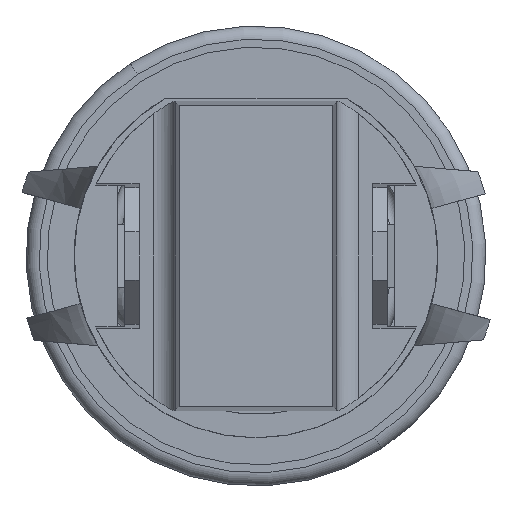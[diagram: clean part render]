
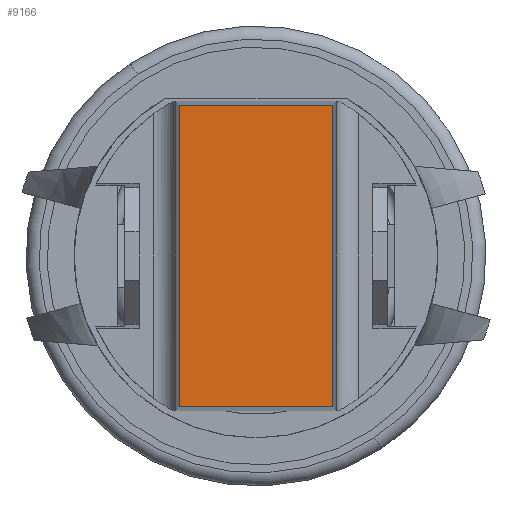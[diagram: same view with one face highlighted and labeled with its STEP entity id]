
A CAD part, front view. The second image highlights one B-rep face of the part: STEP entity #9166.
In plain terms, the highlighted planar face has unit normal (0, -1, 0).
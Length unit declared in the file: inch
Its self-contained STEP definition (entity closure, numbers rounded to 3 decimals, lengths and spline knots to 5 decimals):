
#658 = VERTEX_POINT ( 'NONE', #5694 ) ;
#1035 = CARTESIAN_POINT ( 'NONE',  ( -0.20612, -0.337, 0.10512 ) ) ;
#1262 = VECTOR ( 'NONE', #10719, 39.37008 ) ;
#2013 = CARTESIAN_POINT ( 'NONE',  ( 0.20612, -0.337, -0.10512 ) ) ;
#2141 = CARTESIAN_POINT ( 'NONE',  ( 0.212, -0.337, 0.10512 ) ) ;
#2217 = ORIENTED_EDGE ( 'NONE', *, *, #11448, .F. ) ;
#2495 = VERTEX_POINT ( 'NONE', #2013 ) ;
#2629 = LINE ( 'NONE', #3891, #6695 ) ;
#3079 = ORIENTED_EDGE ( 'NONE', *, *, #11367, .F. ) ;
#3110 = DIRECTION ( 'NONE',  ( -1., 0., 0. ) ) ;
#3764 = FACE_OUTER_BOUND ( 'NONE', #10904, .T. ) ;
#3891 = CARTESIAN_POINT ( 'NONE',  ( 0.20612, -0.337, 0.111 ) ) ;
#4856 = DIRECTION ( 'NONE',  ( 0., 1., 0. ) ) ;
#5300 = ORIENTED_EDGE ( 'NONE', *, *, #7462, .T. ) ;
#5411 = DIRECTION ( 'NONE',  ( 0., 0., -1. ) ) ;
#5614 = VECTOR ( 'NONE', #5411, 39.37008 ) ;
#5694 = CARTESIAN_POINT ( 'NONE',  ( -0.20612, -0.337, -0.10512 ) ) ;
#5750 = CARTESIAN_POINT ( 'NONE',  ( 0.212, -0.337, -0.10512 ) ) ;
#5821 = LINE ( 'NONE', #2141, #10842 ) ;
#5849 = LINE ( 'NONE', #5750, #1262 ) ;
#5890 = ORIENTED_EDGE ( 'NONE', *, *, #12611, .T. ) ;
#6694 = VERTEX_POINT ( 'NONE', #8319 ) ;
#6695 = VECTOR ( 'NONE', #10844, 39.37008 ) ;
#7462 = EDGE_CURVE ( 'NONE', #12005, #658, #10939, .T. ) ;
#7806 = CARTESIAN_POINT ( 'NONE',  ( 0.212, -0.337, 0.111 ) ) ;
#8319 = CARTESIAN_POINT ( 'NONE',  ( 0.20612, -0.337, 0.10512 ) ) ;
#9166 = ADVANCED_FACE ( 'NONE', ( #3764 ), #11798, .F. ) ;
#10719 = DIRECTION ( 'NONE',  ( -1., 0., 0. ) ) ;
#10842 = VECTOR ( 'NONE', #3110, 39.37008 ) ;
#10844 = DIRECTION ( 'NONE',  ( 0., 0., -1. ) ) ;
#10904 = EDGE_LOOP ( 'NONE', ( #5300, #3079, #2217, #5890 ) ) ;
#10939 = LINE ( 'NONE', #11400, #5614 ) ;
#11120 = AXIS2_PLACEMENT_3D ( 'NONE', #7806, #4856, #11842 ) ;
#11367 = EDGE_CURVE ( 'NONE', #2495, #658, #5849, .T. ) ;
#11400 = CARTESIAN_POINT ( 'NONE',  ( -0.20612, -0.337, 0.111 ) ) ;
#11448 = EDGE_CURVE ( 'NONE', #6694, #2495, #2629, .T. ) ;
#11798 = PLANE ( 'NONE',  #11120 ) ;
#11842 = DIRECTION ( 'NONE',  ( 0., 0., 1. ) ) ;
#12005 = VERTEX_POINT ( 'NONE', #1035 ) ;
#12611 = EDGE_CURVE ( 'NONE', #6694, #12005, #5821, .T. ) ;
